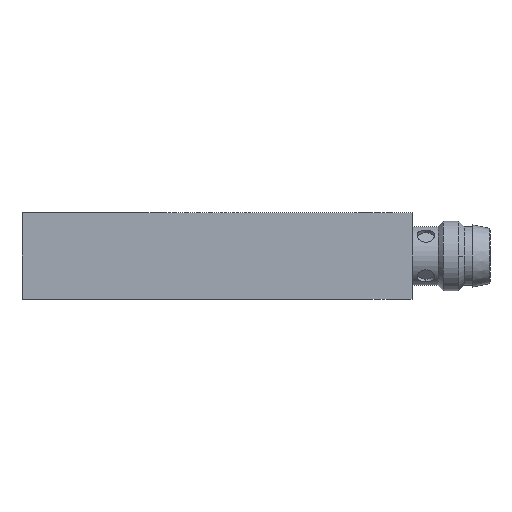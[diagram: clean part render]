
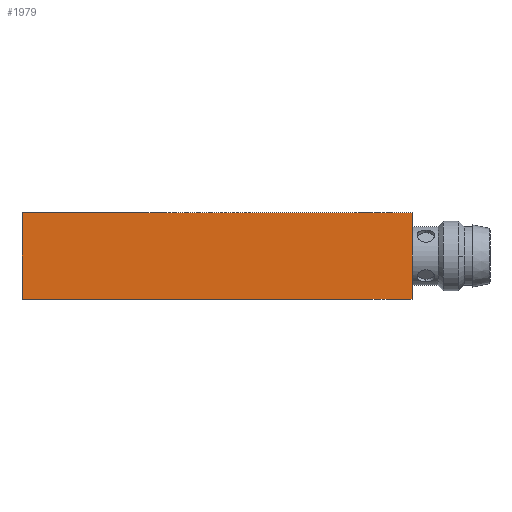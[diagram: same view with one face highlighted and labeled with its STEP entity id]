
A CAD part, front view. The second image highlights one B-rep face of the part: STEP entity #1979.
In plain terms, the highlighted planar face has unit normal (0, -1, 0).
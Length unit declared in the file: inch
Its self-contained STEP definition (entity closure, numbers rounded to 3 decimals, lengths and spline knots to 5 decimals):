
#151 = CARTESIAN_POINT ( 'NONE',  ( 0., -0.23622, -0.19685 ) ) ;
#279 = AXIS2_PLACEMENT_3D ( 'NONE', #400, #751, #762 ) ;
#311 = CARTESIAN_POINT ( 'NONE',  ( 0., -0.23622, 0.19685 ) ) ;
#325 = EDGE_CURVE ( 'NONE', #405, #2208, #1306, .T. ) ;
#338 = EDGE_CURVE ( 'NONE', #769, #405, #2255, .T. ) ;
#391 = VECTOR ( 'NONE', #658, 39.37008 ) ;
#400 = CARTESIAN_POINT ( 'NONE',  ( 0., -0.23622, 0. ) ) ;
#405 = VERTEX_POINT ( 'NONE', #1754 ) ;
#561 = LINE ( 'NONE', #726, #973 ) ;
#586 = PLANE ( 'NONE',  #279 ) ;
#600 = DIRECTION ( 'NONE',  ( 0., 0., 1. ) ) ;
#640 = EDGE_LOOP ( 'NONE', ( #1263, #2279, #891, #1239 ) ) ;
#658 = DIRECTION ( 'NONE',  ( -1., 0., 0. ) ) ;
#726 = CARTESIAN_POINT ( 'NONE',  ( 0., -0.23622, -0.13333 ) ) ;
#751 = DIRECTION ( 'NONE',  ( 0., 1., 0. ) ) ;
#762 = DIRECTION ( 'NONE',  ( 0., 0., 1. ) ) ;
#769 = VERTEX_POINT ( 'NONE', #1790 ) ;
#840 = VECTOR ( 'NONE', #2308, 39.37008 ) ;
#891 = ORIENTED_EDGE ( 'NONE', *, *, #1673, .T. ) ;
#973 = VECTOR ( 'NONE', #1861, 39.37008 ) ;
#1239 = ORIENTED_EDGE ( 'NONE', *, *, #1272, .F. ) ;
#1263 = ORIENTED_EDGE ( 'NONE', *, *, #338, .T. ) ;
#1272 = EDGE_CURVE ( 'NONE', #769, #1293, #2170, .T. ) ;
#1292 = FACE_OUTER_BOUND ( 'NONE', #640, .T. ) ;
#1293 = VERTEX_POINT ( 'NONE', #151 ) ;
#1306 = LINE ( 'NONE', #2200, #840 ) ;
#1673 = EDGE_CURVE ( 'NONE', #2208, #1293, #561, .T. ) ;
#1754 = CARTESIAN_POINT ( 'NONE',  ( 1.77165, -0.23622, 0.19685 ) ) ;
#1765 = VECTOR ( 'NONE', #600, 39.37008 ) ;
#1790 = CARTESIAN_POINT ( 'NONE',  ( 1.77165, -0.23622, -0.19685 ) ) ;
#1861 = DIRECTION ( 'NONE',  ( 0., 0., -1. ) ) ;
#1873 = CARTESIAN_POINT ( 'NONE',  ( 0., -0.23622, -0.19685 ) ) ;
#1979 = ADVANCED_FACE ( 'NONE', ( #1292 ), #586, .F. ) ;
#1998 = CARTESIAN_POINT ( 'NONE',  ( 1.77165, -0.23622, 0.19685 ) ) ;
#2170 = LINE ( 'NONE', #1873, #391 ) ;
#2200 = CARTESIAN_POINT ( 'NONE',  ( 0., -0.23622, 0.19685 ) ) ;
#2208 = VERTEX_POINT ( 'NONE', #311 ) ;
#2255 = LINE ( 'NONE', #1998, #1765 ) ;
#2279 = ORIENTED_EDGE ( 'NONE', *, *, #325, .T. ) ;
#2308 = DIRECTION ( 'NONE',  ( -1., 0., 0. ) ) ;
